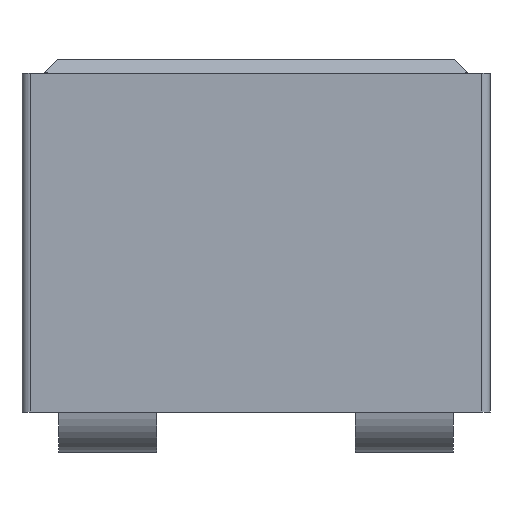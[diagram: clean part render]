
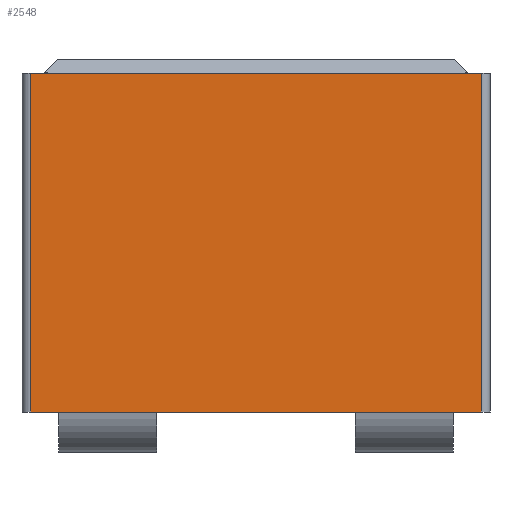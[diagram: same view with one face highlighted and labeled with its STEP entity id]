
A CAD part, front view. The second image highlights one B-rep face of the part: STEP entity #2548.
In plain terms, the highlighted face is planar.
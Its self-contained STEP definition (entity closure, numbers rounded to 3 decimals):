
#395=ORIENTED_EDGE('',*,*,#803,.F.);
#396=ORIENTED_EDGE('',*,*,#825,.F.);
#397=ORIENTED_EDGE('',*,*,#789,.T.);
#398=ORIENTED_EDGE('',*,*,#826,.F.);
#789=EDGE_CURVE('',#1011,#1012,#1181,.T.);
#803=EDGE_CURVE('',#1025,#1026,#1188,.T.);
#825=EDGE_CURVE('',#1011,#1025,#1201,.T.);
#826=EDGE_CURVE('',#1026,#1012,#1202,.T.);
#1011=VERTEX_POINT('',#4050);
#1012=VERTEX_POINT('',#4051);
#1025=VERTEX_POINT('',#4080);
#1026=VERTEX_POINT('',#4082);
#1181=LINE('',#4049,#1379);
#1188=LINE('',#4081,#1386);
#1201=LINE('',#4127,#1399);
#1202=LINE('',#4128,#1400);
#1379=VECTOR('',#2953,1000.);
#1386=VECTOR('',#2980,1000.);
#1399=VECTOR('',#3025,1000.);
#1400=VECTOR('',#3026,1000.);
#1523=EDGE_LOOP('',(#395,#396,#397,#398));
#1642=FACE_BOUND('',#1523,.T.);
#1728=PLANE('',#2683);
#2548=ADVANCED_FACE('',(#1642),#1728,.T.);
#2683=AXIS2_PLACEMENT_3D('',#4126,#3023,#3024);
#2953=DIRECTION('',(0.,0.,-1.));
#2980=DIRECTION('',(0.,0.,-1.));
#3023=DIRECTION('',(-1.,0.,0.));
#3024=DIRECTION('',(0.,-1.,0.));
#3025=DIRECTION('',(0.,-1.,0.));
#3026=DIRECTION('',(0.,1.,0.));
#4049=CARTESIAN_POINT('',(-5.8,5.05,7.9));
#4050=CARTESIAN_POINT('',(-5.8,5.05,7.6));
#4051=CARTESIAN_POINT('',(-5.8,5.05,0.));
#4080=CARTESIAN_POINT('',(-5.8,-5.05,7.6));
#4081=CARTESIAN_POINT('',(-5.8,-5.05,7.9));
#4082=CARTESIAN_POINT('',(-5.8,-5.05,0.));
#4126=CARTESIAN_POINT('',(-5.8,-5.25,7.9));
#4127=CARTESIAN_POINT('',(-5.8,5.25,7.6));
#4128=CARTESIAN_POINT('',(-5.8,-5.25,0.));
